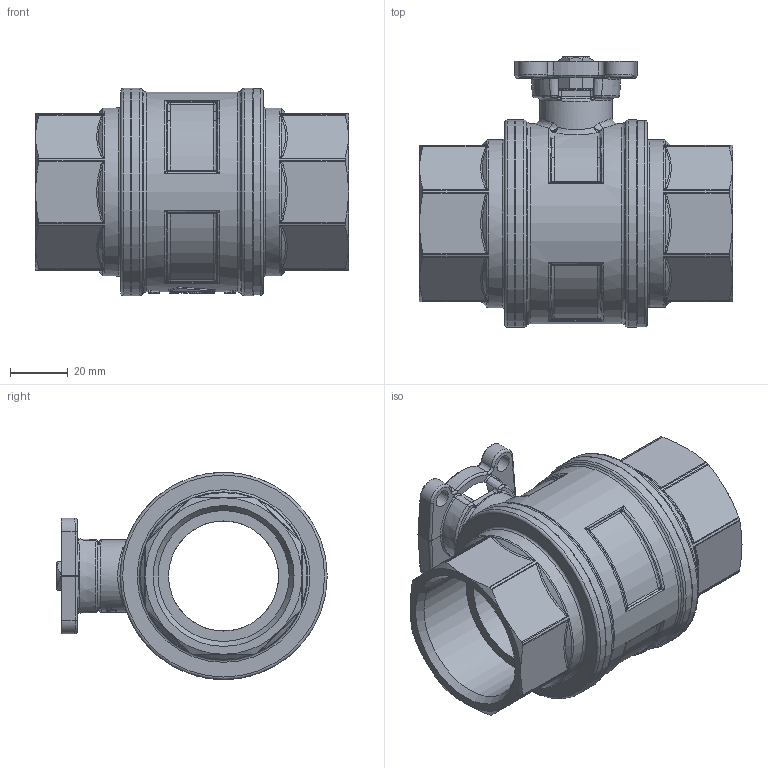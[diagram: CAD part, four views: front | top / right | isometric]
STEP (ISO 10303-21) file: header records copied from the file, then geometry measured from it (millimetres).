
FILE_DESCRIPTION(/* description */ (''),/* implementation_level */ '2;1');
FILE_NAME(/* name */ 'S477H00BL.stp',/* time_stamp */ '2022-04-28T08:57:36+02:00',/* author */ ('Bonomellir'),/* organization */ (''),/* preprocessor_version */ 'ST-DEVELOPER v18.1',/* originating_system */ 'Autodesk Inventor 2021',/* authorisation */ '');
FILE_SCHEMA (('AUTOMOTIVE_DESIGN { 1 0 10303 214 3 1 1 }'));
Length unit declared in the file: millimetre
Products named in the file (4): S477H00BL; M477H00BL; PA6GG9BL; O477H00G
Assembly tree (4 placements, depth 2):
  S477H00BL
    M477H00BL
    PA6GG9BL
    O477H00G  x2
Bounding box: 108 x 93.3 x 71.5 mm (x, y, z)
Volume: 241870 mm3; surface area: 63992.8 mm2
Topology: 4 solids, 4 shells, 751 faces, 1902 edges, 1152 vertices
Faces by surface type: bspline 269, plane 239, cylinder 138, cone 59, torus 44, sphere 2
Full cylindrical faces by diameter (mm): 3.242 x1, 5.5 x1, 6 x4, 12.92 x1, 25 x1, 26 x1, 38 x3, 45.2 x2, 58 x2, 64 x2, 69 x1, 71.5 x4
Entity records: 26307 total; most frequent: CARTESIAN_POINT 11579, ORIENTED_EDGE 3266, DIRECTION 2595, EDGE_CURVE 1633, AXIS2_PLACEMENT_3D 1037, VERTEX_POINT 1020, EDGE_LOOP 705, FACE_OUTER_BOUND 653
